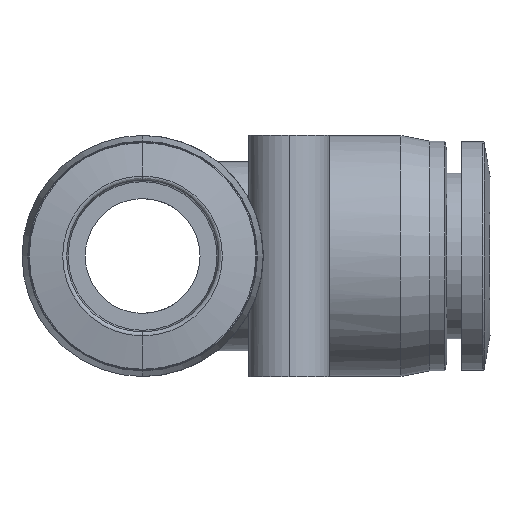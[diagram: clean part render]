
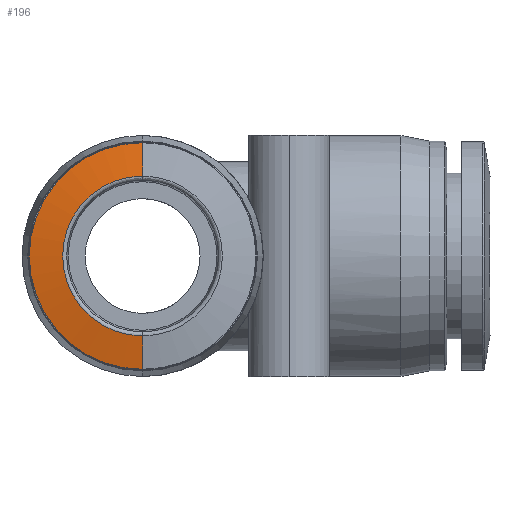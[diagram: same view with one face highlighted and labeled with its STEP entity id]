
A CAD part, left-side view. The second image highlights one B-rep face of the part: STEP entity #196.
In plain terms, the highlighted conical face has half-angle 80 degrees and reference radius 9.867 mm.
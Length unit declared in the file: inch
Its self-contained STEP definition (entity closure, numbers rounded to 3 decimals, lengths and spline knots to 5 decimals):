
#188 = CARTESIAN_POINT ( 'NONE',  ( -1.17055, 0., 0.38848 ) ) ;
#196 = ADVANCED_FACE ( 'NONE', ( #3955 ), #2344, .T. ) ;
#237 = VERTEX_POINT ( 'NONE', #1470 ) ;
#260 = DIRECTION ( 'NONE',  ( 0.174, 0., -0.985 ) ) ;
#408 = CARTESIAN_POINT ( 'NONE',  ( -1.17055, 0., 0. ) ) ;
#504 = VERTEX_POINT ( 'NONE', #571 ) ;
#525 = CARTESIAN_POINT ( 'NONE',  ( -1.17055, 0., 0. ) ) ;
#571 = CARTESIAN_POINT ( 'NONE',  ( -1.17055, 0., 0.38848 ) ) ;
#573 = ORIENTED_EDGE ( 'NONE', *, *, #2527, .T. ) ;
#769 = AXIS2_PLACEMENT_3D ( 'NONE', #4046, #1747, #4475 ) ;
#784 = CARTESIAN_POINT ( 'NONE',  ( -1.19077, 0., 0.27382 ) ) ;
#915 = VECTOR ( 'NONE', #3305, 39.37008 ) ;
#932 = DIRECTION ( 'NONE',  ( 0., 1., 0. ) ) ;
#1275 = ORIENTED_EDGE ( 'NONE', *, *, #4180, .T. ) ;
#1470 = CARTESIAN_POINT ( 'NONE',  ( -1.17055, 0., -0.38848 ) ) ;
#1509 = CIRCLE ( 'NONE', #3669, 0.38848 ) ;
#1566 = CIRCLE ( 'NONE', #769, 0.27382 ) ;
#1747 = DIRECTION ( 'NONE',  ( -1., 0., 0. ) ) ;
#2344 = CONICAL_SURFACE ( 'NONE', #4209, 0.38848, 1.396 ) ;
#2527 = EDGE_CURVE ( 'NONE', #504, #237, #1509, .T. ) ;
#2902 = VECTOR ( 'NONE', #260, 39.37008 ) ;
#2972 = LINE ( 'NONE', #188, #915 ) ;
#3082 = EDGE_LOOP ( 'NONE', ( #4275, #1275, #573, #4000 ) ) ;
#3239 = DIRECTION ( 'NONE',  ( -1., 0., 0. ) ) ;
#3305 = DIRECTION ( 'NONE',  ( 0.174, 0., 0.985 ) ) ;
#3615 = CARTESIAN_POINT ( 'NONE',  ( -1.19077, 0., -0.27382 ) ) ;
#3669 = AXIS2_PLACEMENT_3D ( 'NONE', #525, #3239, #932 ) ;
#3955 = FACE_OUTER_BOUND ( 'NONE', #3082, .T. ) ;
#4000 = ORIENTED_EDGE ( 'NONE', *, *, #4925, .F. ) ;
#4046 = CARTESIAN_POINT ( 'NONE',  ( -1.19077, 0., 0. ) ) ;
#4180 = EDGE_CURVE ( 'NONE', #5043, #504, #2972, .T. ) ;
#4209 = AXIS2_PLACEMENT_3D ( 'NONE', #408, #5103, #5029 ) ;
#4275 = ORIENTED_EDGE ( 'NONE', *, *, #4753, .F. ) ;
#4475 = DIRECTION ( 'NONE',  ( 0., 0., -1. ) ) ;
#4505 = LINE ( 'NONE', #4613, #2902 ) ;
#4613 = CARTESIAN_POINT ( 'NONE',  ( -1.17055, 0., -0.38848 ) ) ;
#4703 = VERTEX_POINT ( 'NONE', #3615 ) ;
#4753 = EDGE_CURVE ( 'NONE', #5043, #4703, #1566, .T. ) ;
#4925 = EDGE_CURVE ( 'NONE', #4703, #237, #4505, .T. ) ;
#5029 = DIRECTION ( 'NONE',  ( 0., 0., -1. ) ) ;
#5043 = VERTEX_POINT ( 'NONE', #784 ) ;
#5103 = DIRECTION ( 'NONE',  ( 1., 0., 0. ) ) ;
